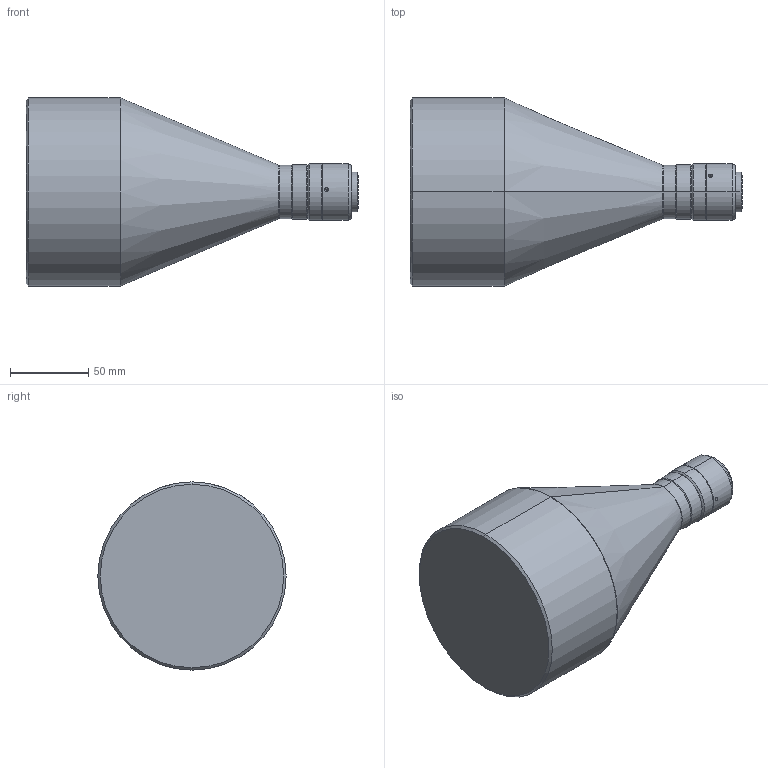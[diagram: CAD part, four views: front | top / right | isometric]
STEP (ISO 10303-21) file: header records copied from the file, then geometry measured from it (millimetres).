
FILE_DESCRIPTION (( 'STEP AP203' ), '1' );
FILE_NAME ('DTCM118-90-AL.STEP', '2019-11-13T08:02:39', ( 'Windows 蚚誧' ), ( '' ), 'SwSTEP 2.0', 'SolidWorks 2017', '' );
FILE_SCHEMA (( 'CONFIG_CONTROL_DESIGN' ));
Length unit declared in the file: millimetre
Products named in the file (1): DTCM118-90-AL
Bounding box: 211.7 x 120 x 120 mm (x, y, z)
Volume: 1248068.3 mm3; surface area: 67621 mm2
Topology: 1 solids, 1 shells, 54 faces, 120 edges, 69 vertices
Faces by surface type: cylinder 22, cone 22, plane 6, bspline 4
Entity records: 1661 total; most frequent: CARTESIAN_POINT 412, DIRECTION 266, ORIENTED_EDGE 228, EDGE_CURVE 114, AXIS2_PLACEMENT_3D 111, VERTEX_POINT 69, EDGE_LOOP 61, CIRCLE 60
